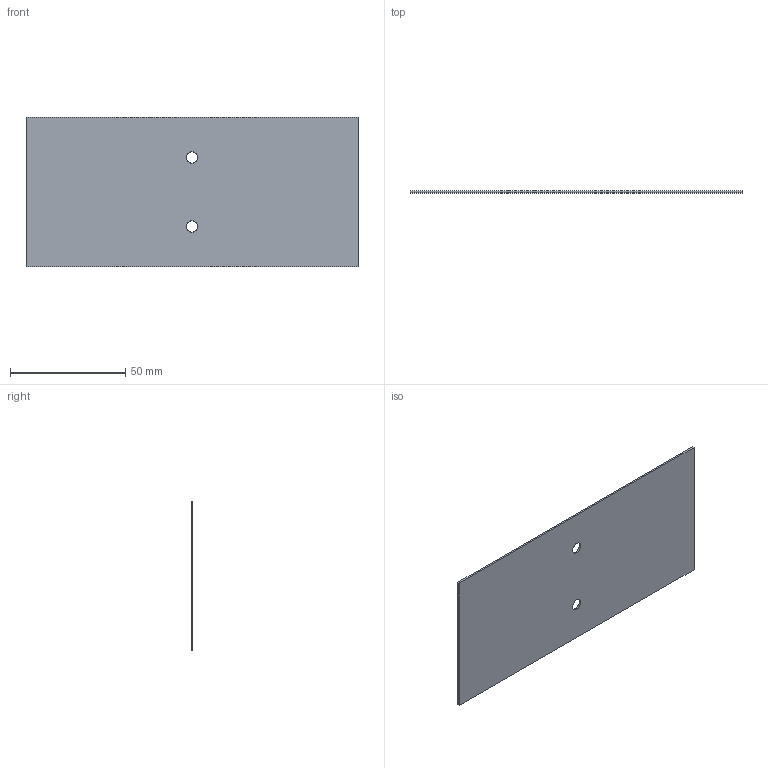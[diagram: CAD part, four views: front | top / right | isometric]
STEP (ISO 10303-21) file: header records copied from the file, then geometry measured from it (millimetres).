
FILE_DESCRIPTION (( 'STEP AP203' ), '1' );
FILE_NAME ('Ñîåäèíèòåëüíàÿ íàêëàäêà CGB_37353.STEP', '2012-11-09T08:54:43', ( 'Àñååâ' ), ( '' ), 'SwSTEP 2.0', 'SolidWorks 2012', '' );
FILE_SCHEMA (( 'CONFIG_CONTROL_DESIGN' ));
Length unit declared in the file: millimetre
Products named in the file (1): Ñîåäèíèòåëüíàÿ íàêëàäêà CGB_37353
Bounding box: 144 x 0.8 x 65 mm (x, y, z)
Volume: 7456.6 mm3; surface area: 19001 mm2
Topology: 1 solids, 1 shells, 8 faces, 20 edges, 14 vertices
Faces by surface type: plane 6, cylinder 2
Full cylindrical faces by diameter (mm): 5 x2
Entity records: 301 total; most frequent: DIRECTION 38, CARTESIAN_POINT 37, ORIENTED_EDGE 32, EDGE_CURVE 16, EDGE_LOOP 14, AXIS2_PLACEMENT_3D 13, VERTEX_POINT 12, VECTOR 12
